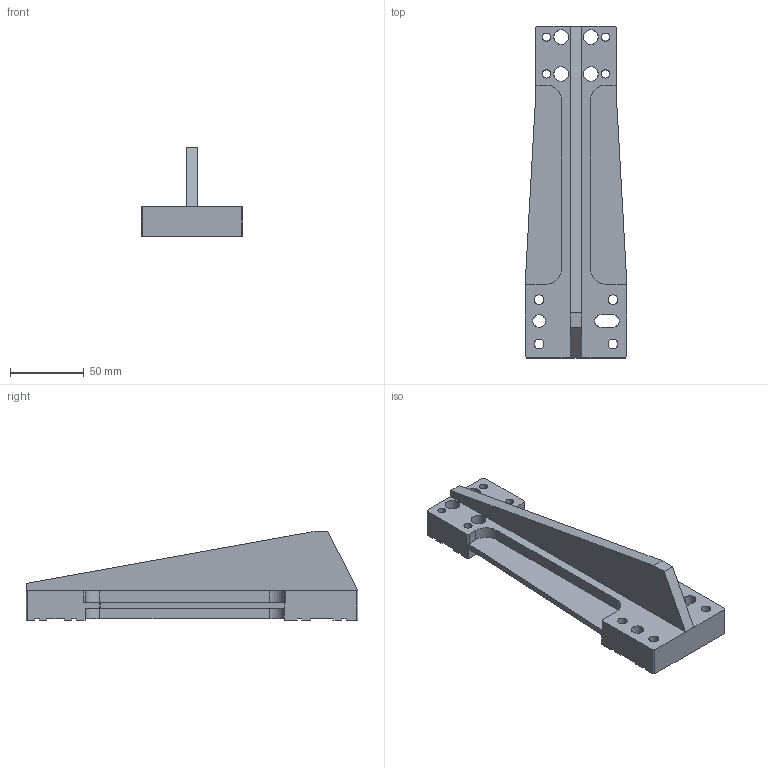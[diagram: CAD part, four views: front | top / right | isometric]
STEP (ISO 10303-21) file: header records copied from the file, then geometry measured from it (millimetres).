
FILE_DESCRIPTION (( 'STEP AP203' ), '1' );
FILE_NAME ('00221639.STEP', '2021-11-16T09:49:19', ( 'uesrf' ), ( '' ), 'SwSTEP 2.0', 'SolidWorks 2019', '' );
FILE_SCHEMA (( 'CONFIG_CONTROL_DESIGN' ));
Length unit declared in the file: millimetre
Products named in the file (1): 00221639
Bounding box: 69 x 225 x 60 mm (x, y, z)
Volume: 212786.7 mm3; surface area: 56766.1 mm2
Topology: 1 solids, 1 shells, 149 faces, 469 edges, 308 vertices
Faces by surface type: plane 102, cylinder 43, cone 4
Entity records: 5318 total; most frequent: ORIENTED_EDGE 930, CARTESIAN_POINT 923, DIRECTION 899, EDGE_CURVE 465, LINE 331, VECTOR 331, VERTEX_POINT 308, AXIS2_PLACEMENT_3D 284
